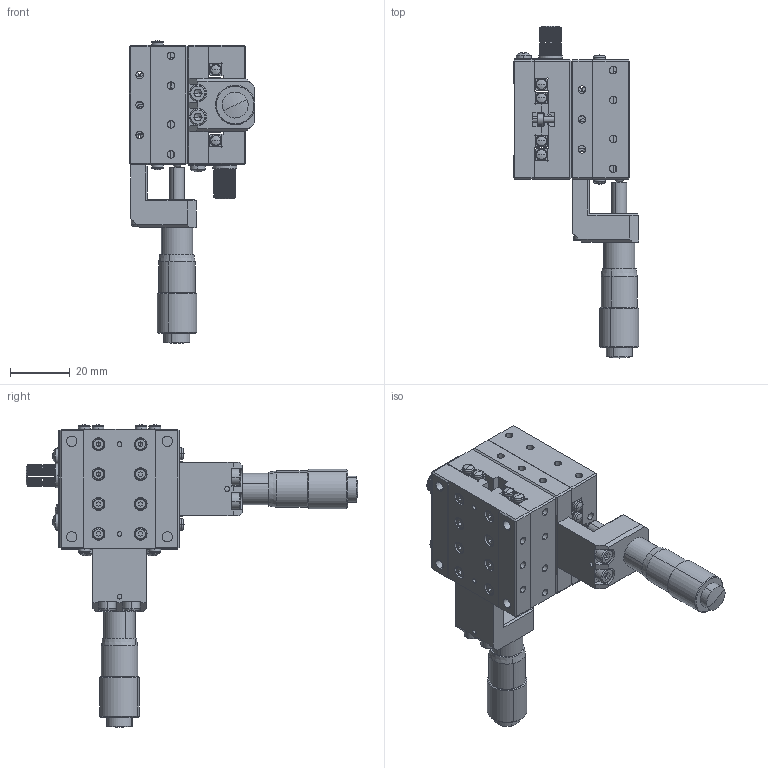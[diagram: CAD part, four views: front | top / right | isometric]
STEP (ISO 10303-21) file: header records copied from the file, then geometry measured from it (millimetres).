
FILE_DESCRIPTION (( 'STEP AP203' ), '1' );
FILE_NAME ('NFP-2461CC-L.step', '2019-05-08T07:18:15', ( '' ), ( '' ), 'SwSTEP 2.0', 'SolidWorks 2017', '' );
FILE_SCHEMA (( 'CONFIG_CONTROL_DESIGN' ));
Length unit declared in the file: millimetre
Products named in the file (1): NFP-2461CC-L
Bounding box: 42.08 x 111.1 x 101.4 mm (x, y, z)
Surface area: 34951.2 mm2 (no closed solid volume)
Topology: 0 solids, 72 shells, 1150 faces, 4811 edges, 3487 vertices
Faces by surface type: plane 625, cylinder 329, cone 68, bspline 64, torus 48, sphere 16
Entity records: 51635 total; most frequent: CARTESIAN_POINT 14009, DIRECTION 7452, ORIENTED_EDGE 7091, EDGE_CURVE 4751, VERTEX_POINT 3481, LINE 2528, VECTOR 2528, AXIS2_PLACEMENT_3D 2462
